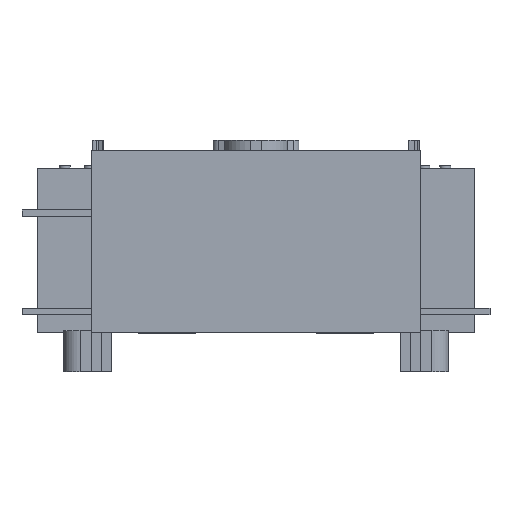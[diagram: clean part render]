
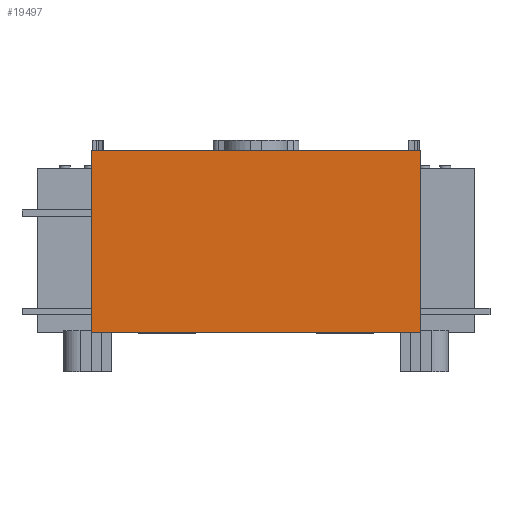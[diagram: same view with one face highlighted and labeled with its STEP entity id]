
A CAD part, left-side view. The second image highlights one B-rep face of the part: STEP entity #19497.
In plain terms, the highlighted planar face has unit normal (-1, 0, 0).
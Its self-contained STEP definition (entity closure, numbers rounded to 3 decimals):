
#2487=CARTESIAN_POINT('',(-234.,147.5,-32.));
#2488=VERTEX_POINT('',#2487);
#2495=CARTESIAN_POINT('',(-234.,147.5,131.));
#2496=VERTEX_POINT('',#2495);
#2497=CARTESIAN_POINT('',(-234.,147.5,-32.));
#2498=DIRECTION('',(0.0,0.0,1.0));
#2499=VECTOR('',#2498,163.);
#2500=LINE('',#2497,#2499);
#2501=EDGE_CURVE('',#2488,#2496,#2500,.T.);
#9062=CARTESIAN_POINT('',(-234.,-147.5,131.));
#9063=VERTEX_POINT('',#9062);
#9064=CARTESIAN_POINT('',(-234.,147.5,131.));
#9065=DIRECTION('',(0.0,-1.0,0.0));
#9066=VECTOR('',#9065,295.);
#9067=LINE('',#9064,#9066);
#9068=EDGE_CURVE('',#2496,#9063,#9067,.T.);
#13897=CARTESIAN_POINT('',(-234.,-147.5,-32.));
#13898=VERTEX_POINT('',#13897);
#13899=CARTESIAN_POINT('',(-234.,-147.5,131.));
#13900=DIRECTION('',(0.0,0.0,-1.0));
#13901=VECTOR('',#13900,163.);
#13902=LINE('',#13899,#13901);
#13903=EDGE_CURVE('',#9063,#13898,#13902,.T.);
#19481=CARTESIAN_POINT('',(-234.,142.5,30.5));
#19482=DIRECTION('',(-1.0,0.0,0.0));
#19483=DIRECTION('',(0.0,0.0,1.0));
#19484=AXIS2_PLACEMENT_3D('',#19481,#19482,#19483);
#19485=PLANE('',#19484);
#19486=ORIENTED_EDGE('',*,*,#9068,.F.);
#19487=ORIENTED_EDGE('',*,*,#2501,.F.);
#19488=CARTESIAN_POINT('',(-234.,147.5,-32.));
#19489=DIRECTION('',(0.0,-1.0,0.0));
#19490=VECTOR('',#19489,295.);
#19491=LINE('',#19488,#19490);
#19492=EDGE_CURVE('',#2488,#13898,#19491,.T.);
#19493=ORIENTED_EDGE('',*,*,#19492,.T.);
#19494=ORIENTED_EDGE('',*,*,#13903,.F.);
#19495=EDGE_LOOP('',(#19486,#19487,#19493,#19494));
#19496=FACE_OUTER_BOUND('',#19495,.T.);
#19497=ADVANCED_FACE('',(#19496),#19485,.T.);
